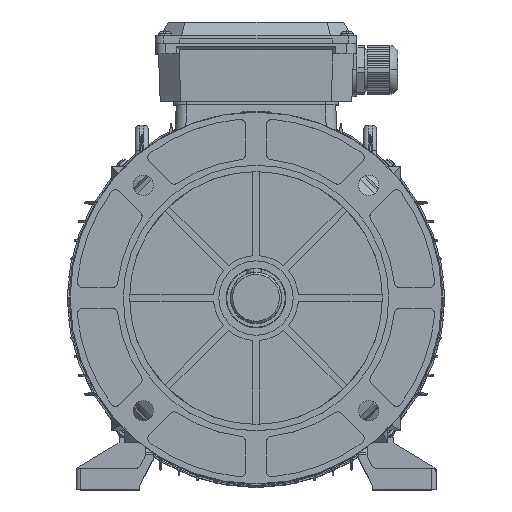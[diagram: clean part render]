
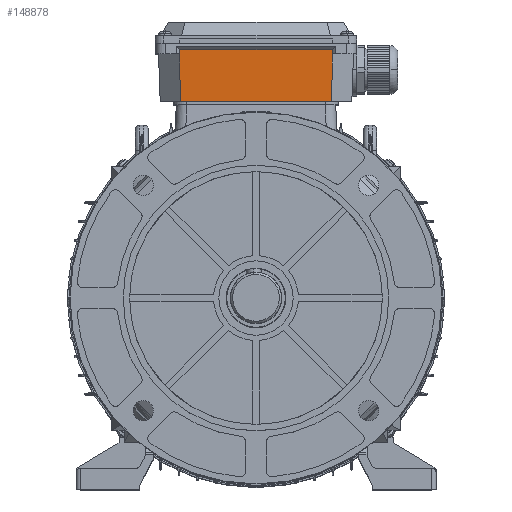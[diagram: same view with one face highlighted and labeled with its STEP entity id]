
A CAD part, top view. The second image highlights one B-rep face of the part: STEP entity #148878.
In plain terms, the highlighted face is planar.
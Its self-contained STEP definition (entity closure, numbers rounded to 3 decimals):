
#37908 = EDGE_CURVE ( 'NONE', #37912, #37913, #132926, .T. ) ;
#37912 = VERTEX_POINT ( 'NONE', #132918 ) ;
#37913 = VERTEX_POINT ( 'NONE', #132916 ) ;
#38342 = EDGE_CURVE ( 'NONE', #37912, #38351, #133821, .T. ) ;
#38351 = VERTEX_POINT ( 'NONE', #133801 ) ;
#38868 = VERTEX_POINT ( 'NONE', #135002 ) ;
#38889 = EDGE_CURVE ( 'NONE', #37913, #38868, #134959, .T. ) ;
#41127 = VERTEX_POINT ( 'NONE', #139255 ) ;
#41136 = ORIENTED_EDGE ( 'NONE', *, *, #41479, .F. ) ;
#41213 = ORIENTED_EDGE ( 'NONE', *, *, #41223, .F. ) ;
#41223 = EDGE_CURVE ( 'NONE', #41231, #148303, #139496, .T. ) ;
#41231 = VERTEX_POINT ( 'NONE', #139477 ) ;
#41247 = ORIENTED_EDGE ( 'NONE', *, *, #41256, .T. ) ;
#41256 = EDGE_CURVE ( 'NONE', #41231, #38351, #139445, .T. ) ;
#41276 = ORIENTED_EDGE ( 'NONE', *, *, #38342, .F. ) ;
#41285 = ORIENTED_EDGE ( 'NONE', *, *, #37908, .T. ) ;
#41296 = ORIENTED_EDGE ( 'NONE', *, *, #38889, .T. ) ;
#41305 = ORIENTED_EDGE ( 'NONE', *, *, #41312, .T. ) ;
#41312 = EDGE_CURVE ( 'NONE', #38868, #41127, #139656, .T. ) ;
#41479 = EDGE_CURVE ( 'NONE', #148084, #41127, #139912, .T. ) ;
#41488 = ORIENTED_EDGE ( 'NONE', *, *, #148076, .T. ) ;
#78236 = CARTESIAN_POINT ( 'NONE',  ( -91.891, -3.109, 71.81 ) ) ;
#78244 = DIRECTION ( 'NONE',  ( 0., 0., -1. ) ) ;
#78245 = VECTOR ( 'NONE', #78244, 1000. ) ;
#78246 = CARTESIAN_POINT ( 'NONE',  ( -91.891, -3.109, 72. ) ) ;
#78247 = LINE ( 'NONE', #78246, #78245 ) ;
#78513 = CARTESIAN_POINT ( 'NONE',  ( -91.891, -3.109, -71.81 ) ) ;
#79220 = DIRECTION ( 'NONE',  ( 0.035, -0.999, 0. ) ) ;
#79221 = DIRECTION ( 'NONE',  ( -0.999, -0.035, 0. ) ) ;
#79222 = CARTESIAN_POINT ( 'NONE',  ( -92., 0., 72. ) ) ;
#79223 = AXIS2_PLACEMENT_3D ( 'NONE', #79222, #79221, #79220 ) ;
#79224 = PLANE ( 'NONE',  #79223 ) ;
#79225 = FACE_OUTER_BOUND ( 'NONE', #135152, .T. ) ;
#132916 = CARTESIAN_POINT ( 'NONE',  ( -90.184, -52., 71.248 ) ) ;
#132918 = CARTESIAN_POINT ( 'NONE',  ( -90.184, -52., -71.248 ) ) ;
#132920 = DIRECTION ( 'NONE',  ( 0., 0., 1. ) ) ;
#132922 = VECTOR ( 'NONE', #132920, 1000. ) ;
#132924 = CARTESIAN_POINT ( 'NONE',  ( -90.184, -52., 72. ) ) ;
#132926 = LINE ( 'NONE', #132924, #132922 ) ;
#133801 = CARTESIAN_POINT ( 'NONE',  ( -91.756, -7., -71.899 ) ) ;
#133815 = DIRECTION ( 'NONE',  ( -0.035, 0.999, -0.014 ) ) ;
#133817 = VECTOR ( 'NONE', #133815, 1000. ) ;
#133819 = CARTESIAN_POINT ( 'NONE',  ( -92., 0., -72. ) ) ;
#133821 = LINE ( 'NONE', #133819, #133817 ) ;
#134955 = DIRECTION ( 'NONE',  ( -0.035, 0.999, 0.014 ) ) ;
#134956 = VECTOR ( 'NONE', #134955, 1000. ) ;
#134957 = CARTESIAN_POINT ( 'NONE',  ( -92., 0., 72. ) ) ;
#134959 = LINE ( 'NONE', #134957, #134956 ) ;
#135002 = CARTESIAN_POINT ( 'NONE',  ( -91.756, -7., 71.899 ) ) ;
#135152 = EDGE_LOOP ( 'NONE', ( #41213, #41247, #41276, #41285, #41296, #41305, #41136, #41488 ) ) ;
#139255 = CARTESIAN_POINT ( 'NONE',  ( -91.756, -7., 71.674 ) ) ;
#139440 = DIRECTION ( 'NONE',  ( 0., 0., -1. ) ) ;
#139441 = VECTOR ( 'NONE', #139440, 1000. ) ;
#139443 = CARTESIAN_POINT ( 'NONE',  ( -91.756, -7., 72. ) ) ;
#139445 = LINE ( 'NONE', #139443, #139441 ) ;
#139477 = CARTESIAN_POINT ( 'NONE',  ( -91.756, -7., -71.674 ) ) ;
#139479 = DIRECTION ( 'NONE',  ( -0.035, 0.999, -0.035 ) ) ;
#139481 = VECTOR ( 'NONE', #139479, 1000. ) ;
#139483 = CARTESIAN_POINT ( 'NONE',  ( -91.825, -5.014, -71.743 ) ) ;
#139496 = LINE ( 'NONE', #139483, #139481 ) ;
#139651 = DIRECTION ( 'NONE',  ( 0., 0., -1. ) ) ;
#139652 = VECTOR ( 'NONE', #139651, 1000. ) ;
#139654 = CARTESIAN_POINT ( 'NONE',  ( -91.756, -7., 72. ) ) ;
#139656 = LINE ( 'NONE', #139654, #139652 ) ;
#139908 = DIRECTION ( 'NONE',  ( 0.035, -0.999, -0.035 ) ) ;
#139909 = VECTOR ( 'NONE', #139908, 1000. ) ;
#139911 = CARTESIAN_POINT ( 'NONE',  ( -92., 0.003, 71.918 ) ) ;
#139912 = LINE ( 'NONE', #139911, #139909 ) ;
#148076 = EDGE_CURVE ( 'NONE', #148084, #148303, #78247, .T. ) ;
#148084 = VERTEX_POINT ( 'NONE', #78236 ) ;
#148303 = VERTEX_POINT ( 'NONE', #78513 ) ;
#148878 = ADVANCED_FACE ( 'NONE', ( #79225 ), #79224, .T. ) ;
